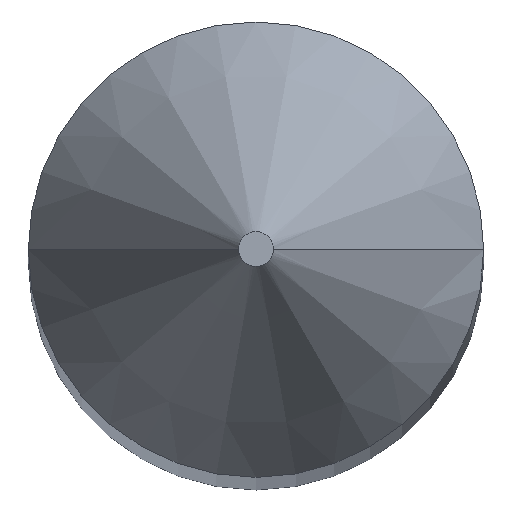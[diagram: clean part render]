
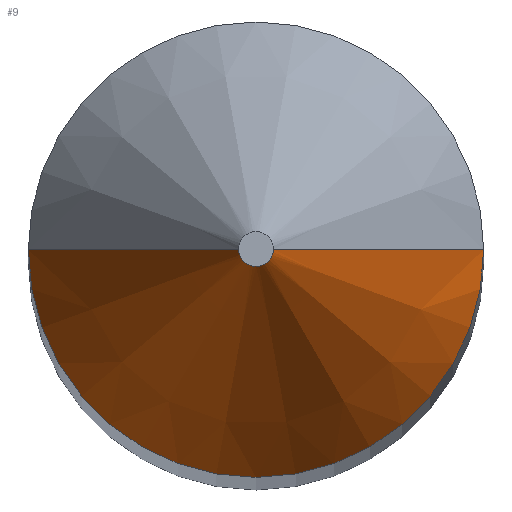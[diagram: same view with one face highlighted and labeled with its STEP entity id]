
A CAD part, top view. The second image highlights one B-rep face of the part: STEP entity #9.
In plain terms, the highlighted conical face has half-angle 30 degrees and reference radius 0.572 mm.
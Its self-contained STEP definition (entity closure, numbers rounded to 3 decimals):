
#2 = CARTESIAN_POINT ( 'NONE',  ( -256.037, 0., 250.35 ) ) ;
#9 = ADVANCED_FACE ( 'NONE', ( #48 ), #35, .T. ) ;
#14 = ORIENTED_EDGE ( 'NONE', *, *, #163, .T. ) ;
#16 = CARTESIAN_POINT ( 'NONE',  ( -257.181, 0., 250.35 ) ) ;
#18 = CARTESIAN_POINT ( 'NONE',  ( -256.609, 0., 250.35 ) ) ;
#26 = EDGE_CURVE ( 'NONE', #166, #147, #127, .T. ) ;
#28 = EDGE_LOOP ( 'NONE', ( #64, #204, #14, #181 ) ) ;
#35 = CONICAL_SURFACE ( 'NONE', #54, 0.572, 0.524 ) ;
#43 = CIRCLE ( 'NONE', #203, 7.5 ) ;
#44 = CARTESIAN_POINT ( 'NONE',  ( -256.037, 0., 250.35 ) ) ;
#48 = FACE_OUTER_BOUND ( 'NONE', #28, .T. ) ;
#54 = AXIS2_PLACEMENT_3D ( 'NONE', #201, #150, #112 ) ;
#64 = ORIENTED_EDGE ( 'NONE', *, *, #26, .F. ) ;
#74 = CIRCLE ( 'NONE', #213, 0.572 ) ;
#79 = VERTEX_POINT ( 'NONE', #16 ) ;
#80 = CARTESIAN_POINT ( 'NONE',  ( -249.109, 0., 238.35 ) ) ;
#82 = DIRECTION ( 'NONE',  ( 0., 0., 1. ) ) ;
#83 = LINE ( 'NONE', #136, #190 ) ;
#96 = CARTESIAN_POINT ( 'NONE',  ( -264.109, 0., 238.35 ) ) ;
#97 = DIRECTION ( 'NONE',  ( 1., 0., 0. ) ) ;
#99 = DIRECTION ( 'NONE',  ( -0.5, 0., -0.866 ) ) ;
#102 = VECTOR ( 'NONE', #109, 1000. ) ;
#109 = DIRECTION ( 'NONE',  ( 0.5, 0., -0.866 ) ) ;
#111 = VERTEX_POINT ( 'NONE', #96 ) ;
#112 = DIRECTION ( 'NONE',  ( -1., 0., 0. ) ) ;
#124 = EDGE_CURVE ( 'NONE', #79, #166, #74, .T. ) ;
#127 = LINE ( 'NONE', #44, #102 ) ;
#132 = EDGE_CURVE ( 'NONE', #147, #111, #43, .T. ) ;
#136 = CARTESIAN_POINT ( 'NONE',  ( -257.181, 0., 250.35 ) ) ;
#147 = VERTEX_POINT ( 'NONE', #80 ) ;
#150 = DIRECTION ( 'NONE',  ( 0., 0., -1. ) ) ;
#152 = DIRECTION ( 'NONE',  ( 0., 0., -1. ) ) ;
#163 = EDGE_CURVE ( 'NONE', #79, #111, #83, .T. ) ;
#166 = VERTEX_POINT ( 'NONE', #2 ) ;
#181 = ORIENTED_EDGE ( 'NONE', *, *, #132, .F. ) ;
#188 = CARTESIAN_POINT ( 'NONE',  ( -256.609, 0., 238.35 ) ) ;
#190 = VECTOR ( 'NONE', #99, 1000. ) ;
#201 = CARTESIAN_POINT ( 'NONE',  ( -256.609, 0., 250.35 ) ) ;
#203 = AXIS2_PLACEMENT_3D ( 'NONE', #188, #152, #97 ) ;
#204 = ORIENTED_EDGE ( 'NONE', *, *, #124, .F. ) ;
#209 = DIRECTION ( 'NONE',  ( 1., 0., 0. ) ) ;
#213 = AXIS2_PLACEMENT_3D ( 'NONE', #18, #82, #209 ) ;
